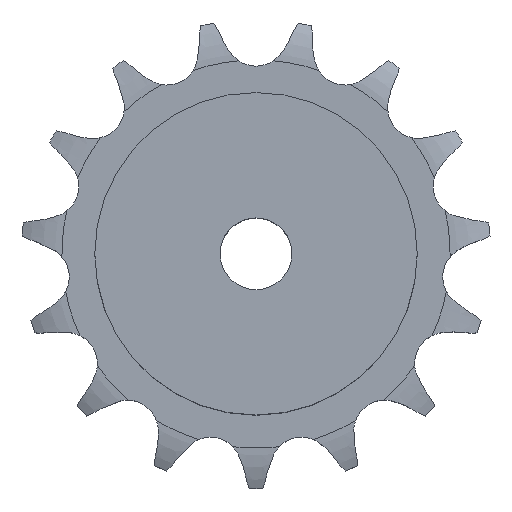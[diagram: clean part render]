
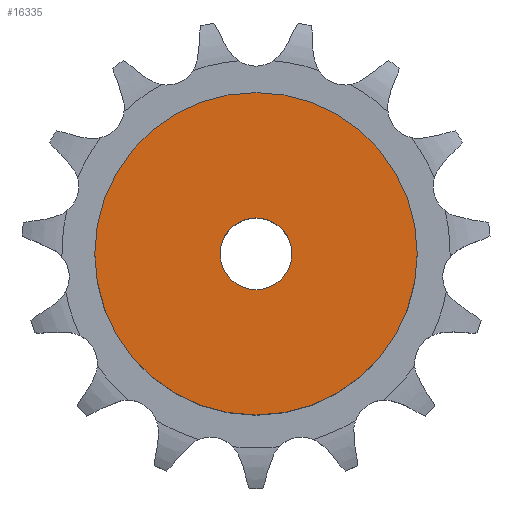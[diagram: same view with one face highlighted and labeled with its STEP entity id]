
A CAD part, top view. The second image highlights one B-rep face of the part: STEP entity #16335.
In plain terms, the highlighted planar face has unit normal (0, 0, 1).
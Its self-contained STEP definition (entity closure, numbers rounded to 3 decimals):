
#2415 = CYLINDRICAL_SURFACE('',#2416,22.5);
#2416 = AXIS2_PLACEMENT_3D('',#2417,#2418,#2419);
#2417 = CARTESIAN_POINT('',(0.,0.,0.));
#2418 = DIRECTION('',(-0.,-0.,-1.));
#2419 = DIRECTION('',(1.,0.,0.));
#10564 = VERTEX_POINT('',#10565);
#10565 = CARTESIAN_POINT('',(22.5,0.,28.));
#10586 = EDGE_CURVE('',#10564,#10564,#10587,.T.);
#10587 = SURFACE_CURVE('',#10588,(#10593,#10600),.PCURVE_S1.);
#10588 = CIRCLE('',#10589,22.5);
#10589 = AXIS2_PLACEMENT_3D('',#10590,#10591,#10592);
#10590 = CARTESIAN_POINT('',(0.,0.,28.));
#10591 = DIRECTION('',(0.,0.,1.));
#10592 = DIRECTION('',(1.,0.,0.));
#10593 = PCURVE('',#2415,#10594);
#10594 = DEFINITIONAL_REPRESENTATION('',(#10595),#10599);
#10595 = LINE('',#10596,#10597);
#10596 = CARTESIAN_POINT('',(-0.,-28.));
#10597 = VECTOR('',#10598,1.);
#10598 = DIRECTION('',(-1.,0.));
#10599 = ( GEOMETRIC_REPRESENTATION_CONTEXT(2) 
PARAMETRIC_REPRESENTATION_CONTEXT() REPRESENTATION_CONTEXT('2D SPACE',''
  ) );
#10600 = PCURVE('',#10601,#10606);
#10601 = PLANE('',#10602);
#10602 = AXIS2_PLACEMENT_3D('',#10603,#10604,#10605);
#10603 = CARTESIAN_POINT('',(0.,0.,28.)
  );
#10604 = DIRECTION('',(0.,0.,1.));
#10605 = DIRECTION('',(1.,0.,0.));
#10606 = DEFINITIONAL_REPRESENTATION('',(#10607),#10611);
#10607 = CIRCLE('',#10608,22.5);
#10608 = AXIS2_PLACEMENT_2D('',#10609,#10610);
#10609 = CARTESIAN_POINT('',(0.,0.));
#10610 = DIRECTION('',(1.,0.));
#10611 = ( GEOMETRIC_REPRESENTATION_CONTEXT(2) 
PARAMETRIC_REPRESENTATION_CONTEXT() REPRESENTATION_CONTEXT('2D SPACE',''
  ) );
#13958 = CYLINDRICAL_SURFACE('',#13959,5.);
#13959 = AXIS2_PLACEMENT_3D('',#13960,#13961,#13962);
#13960 = CARTESIAN_POINT('',(0.,0.,108.121));
#13961 = DIRECTION('',(0.,0.,1.));
#13962 = DIRECTION('',(1.,0.,0.));
#16335 = ADVANCED_FACE('',(#16336,#16339),#10601,.T.);
#16336 = FACE_BOUND('',#16337,.T.);
#16337 = EDGE_LOOP('',(#16338));
#16338 = ORIENTED_EDGE('',*,*,#10586,.T.);
#16339 = FACE_BOUND('',#16340,.T.);
#16340 = EDGE_LOOP('',(#16341));
#16341 = ORIENTED_EDGE('',*,*,#16342,.F.);
#16342 = EDGE_CURVE('',#16343,#16343,#16345,.T.);
#16343 = VERTEX_POINT('',#16344);
#16344 = CARTESIAN_POINT('',(5.,0.,28.));
#16345 = SURFACE_CURVE('',#16346,(#16351,#16358),.PCURVE_S1.);
#16346 = CIRCLE('',#16347,5.);
#16347 = AXIS2_PLACEMENT_3D('',#16348,#16349,#16350);
#16348 = CARTESIAN_POINT('',(0.,0.,28.));
#16349 = DIRECTION('',(0.,0.,1.));
#16350 = DIRECTION('',(1.,0.,0.));
#16351 = PCURVE('',#10601,#16352);
#16352 = DEFINITIONAL_REPRESENTATION('',(#16353),#16357);
#16353 = CIRCLE('',#16354,5.);
#16354 = AXIS2_PLACEMENT_2D('',#16355,#16356);
#16355 = CARTESIAN_POINT('',(0.,0.));
#16356 = DIRECTION('',(1.,0.));
#16357 = ( GEOMETRIC_REPRESENTATION_CONTEXT(2) 
PARAMETRIC_REPRESENTATION_CONTEXT() REPRESENTATION_CONTEXT('2D SPACE',''
  ) );
#16358 = PCURVE('',#13958,#16359);
#16359 = DEFINITIONAL_REPRESENTATION('',(#16360),#16364);
#16360 = LINE('',#16361,#16362);
#16361 = CARTESIAN_POINT('',(0.,-80.121));
#16362 = VECTOR('',#16363,1.);
#16363 = DIRECTION('',(1.,0.));
#16364 = ( GEOMETRIC_REPRESENTATION_CONTEXT(2) 
PARAMETRIC_REPRESENTATION_CONTEXT() REPRESENTATION_CONTEXT('2D SPACE',''
  ) );
